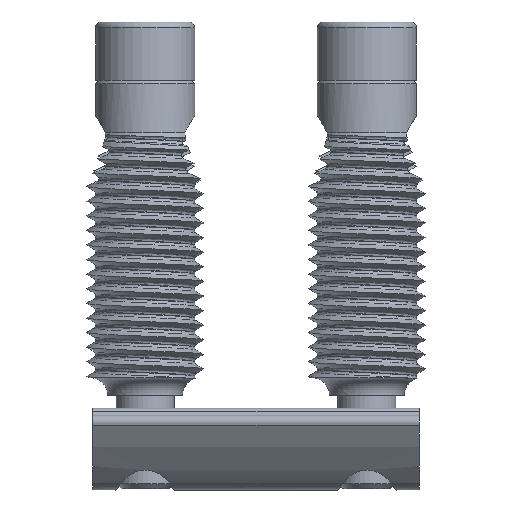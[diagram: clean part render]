
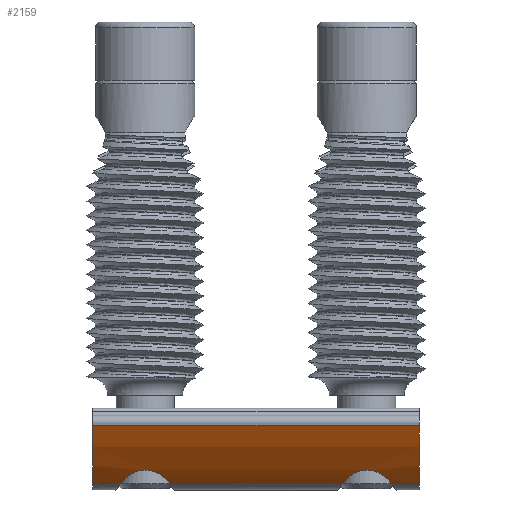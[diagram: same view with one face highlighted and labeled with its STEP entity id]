
A CAD part, left-side view. The second image highlights one B-rep face of the part: STEP entity #2159.
In plain terms, the highlighted cylindrical face has radius 20 mm (diameter 40 mm), a partial arc.
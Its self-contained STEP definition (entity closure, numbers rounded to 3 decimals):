
#192=CIRCLE('',#2293,20.);
#193=CIRCLE('',#2294,20.);
#252=LINE('',#3137,#367);
#253=LINE('',#3162,#368);
#254=LINE('',#3166,#369);
#255=LINE('',#3169,#370);
#367=VECTOR('',#2485,14.814);
#368=VECTOR('',#2486,2.407);
#369=VECTOR('',#2489,28.);
#370=VECTOR('',#2492,2.407);
#500=FACE_OUTER_BOUND('',#630,.T.);
#630=EDGE_LOOP('',(#1438,#1439,#1440,#1441,#1442,#1443,#1444,#1445));
#778=B_SPLINE_CURVE_WITH_KNOTS('',3,(#3069,#3070,#3071,#3072,#3073,#3074,
#3075,#3076,#3077,#3078,#3079,#3080,#3081,#3082,#3083,#3084,#3085,#3086,
#3087,#3088,#3089,#3090),.UNSPECIFIED.,.F.,.F.,(4,2,2,2,2,2,2,2,2,2,4),
(1.505,2.419,2.862,3.305,3.748,
4.191,4.634,5.077,5.52,5.963,
6.877),.UNSPECIFIED.);
#782=B_SPLINE_CURVE_WITH_KNOTS('',3,(#3139,#3140,#3141,#3142,#3143,#3144,
#3145,#3146,#3147,#3148,#3149,#3150,#3151,#3152,#3153,#3154,#3155,#3156,
#3157,#3158,#3159,#3160),.UNSPECIFIED.,.F.,.F.,(4,2,2,2,2,2,2,2,2,2,4),
(1.504,2.418,2.861,3.304,3.747,
4.19,4.633,5.076,5.519,5.962,
6.876),.UNSPECIFIED.);
#882=VERTEX_POINT('',#3057);
#883=VERTEX_POINT('',#3068);
#886=VERTEX_POINT('',#3136);
#887=VERTEX_POINT('',#3138);
#888=VERTEX_POINT('',#3161);
#889=VERTEX_POINT('',#3163);
#890=VERTEX_POINT('',#3165);
#891=VERTEX_POINT('',#3167);
#1100=EDGE_CURVE('',#883,#882,#778,.T.);
#1104=EDGE_CURVE('',#886,#882,#252,.T.);
#1105=EDGE_CURVE('',#886,#887,#782,.T.);
#1106=EDGE_CURVE('',#888,#887,#253,.T.);
#1107=EDGE_CURVE('',#888,#889,#192,.T.);
#1108=EDGE_CURVE('',#889,#890,#254,.T.);
#1109=EDGE_CURVE('',#890,#891,#193,.T.);
#1110=EDGE_CURVE('',#883,#891,#255,.T.);
#1438=ORIENTED_EDGE('',*,*,#1100,.T.);
#1439=ORIENTED_EDGE('',*,*,#1104,.F.);
#1440=ORIENTED_EDGE('',*,*,#1105,.T.);
#1441=ORIENTED_EDGE('',*,*,#1106,.F.);
#1442=ORIENTED_EDGE('',*,*,#1107,.T.);
#1443=ORIENTED_EDGE('',*,*,#1108,.T.);
#1444=ORIENTED_EDGE('',*,*,#1109,.T.);
#1445=ORIENTED_EDGE('',*,*,#1110,.F.);
#2099=CYLINDRICAL_SURFACE('',#2292,20.);
#2159=ADVANCED_FACE('',(#500),#2099,.T.);
#2292=AXIS2_PLACEMENT_3D('',#3135,#2483,#2484);
#2293=AXIS2_PLACEMENT_3D('',#3164,#2487,#2488);
#2294=AXIS2_PLACEMENT_3D('',#3168,#2490,#2491);
#2483=DIRECTION('center_axis',(0.,1.,0.));
#2484=DIRECTION('ref_axis',(-1.,0.,0.));
#2485=DIRECTION('',(0.,1.,0.));
#2486=DIRECTION('',(0.,1.,0.));
#2487=DIRECTION('center_axis',(0.,1.,0.));
#2488=DIRECTION('ref_axis',(-1.,0.,0.));
#2489=DIRECTION('',(0.,1.,0.));
#2490=DIRECTION('center_axis',(0.,-1.,0.));
#2491=DIRECTION('ref_axis',(-1.,0.,0.));
#2492=DIRECTION('',(0.,1.,0.));
#3057=CARTESIAN_POINT('',(-1.367,16.907,-6.46));
#3068=CARTESIAN_POINT('',(-1.367,21.093,-6.46));
#3069=CARTESIAN_POINT('Ctrl Pts',(-1.367,21.093,-6.46));
#3070=CARTESIAN_POINT('Ctrl Pts',(-1.582,20.953,-6.259));
#3071=CARTESIAN_POINT('Ctrl Pts',(-1.775,20.779,-6.068));
#3072=CARTESIAN_POINT('Ctrl Pts',(-2.016,20.484,-5.824));
#3073=CARTESIAN_POINT('Ctrl Pts',(-2.092,20.375,-5.745));
#3074=CARTESIAN_POINT('Ctrl Pts',(-2.23,20.138,-5.601));
#3075=CARTESIAN_POINT('Ctrl Pts',(-2.292,20.008,-5.535));
#3076=CARTESIAN_POINT('Ctrl Pts',(-2.394,19.736,-5.426));
#3077=CARTESIAN_POINT('Ctrl Pts',(-2.434,19.592,-5.382));
#3078=CARTESIAN_POINT('Ctrl Pts',(-2.487,19.298,-5.324));
#3079=CARTESIAN_POINT('Ctrl Pts',(-2.5,19.148,-5.309));
#3080=CARTESIAN_POINT('Ctrl Pts',(-2.5,18.852,-5.309));
#3081=CARTESIAN_POINT('Ctrl Pts',(-2.487,18.702,-5.324));
#3082=CARTESIAN_POINT('Ctrl Pts',(-2.434,18.408,-5.382));
#3083=CARTESIAN_POINT('Ctrl Pts',(-2.394,18.264,-5.426));
#3084=CARTESIAN_POINT('Ctrl Pts',(-2.292,17.992,-5.535));
#3085=CARTESIAN_POINT('Ctrl Pts',(-2.23,17.862,-5.601));
#3086=CARTESIAN_POINT('Ctrl Pts',(-2.092,17.625,-5.745));
#3087=CARTESIAN_POINT('Ctrl Pts',(-2.016,17.516,-5.824));
#3088=CARTESIAN_POINT('Ctrl Pts',(-1.775,17.221,-6.068));
#3089=CARTESIAN_POINT('Ctrl Pts',(-1.582,17.047,-6.259));
#3090=CARTESIAN_POINT('Ctrl Pts',(-1.367,16.907,-6.46));
#3135=CARTESIAN_POINT('Origin',(12.305,-4.5,8.137));
#3136=CARTESIAN_POINT('',(-1.367,2.093,-6.46));
#3137=CARTESIAN_POINT('',(-1.367,-4.5,-6.46));
#3138=CARTESIAN_POINT('',(-1.367,-2.093,-6.46));
#3139=CARTESIAN_POINT('Ctrl Pts',(-1.367,2.093,-6.46));
#3140=CARTESIAN_POINT('Ctrl Pts',(-1.582,1.953,-6.259));
#3141=CARTESIAN_POINT('Ctrl Pts',(-1.776,1.779,-6.068));
#3142=CARTESIAN_POINT('Ctrl Pts',(-2.016,1.483,-5.824));
#3143=CARTESIAN_POINT('Ctrl Pts',(-2.092,1.375,-5.745));
#3144=CARTESIAN_POINT('Ctrl Pts',(-2.231,1.137,-5.601));
#3145=CARTESIAN_POINT('Ctrl Pts',(-2.292,1.008,-5.535));
#3146=CARTESIAN_POINT('Ctrl Pts',(-2.394,0.736,-5.426));
#3147=CARTESIAN_POINT('Ctrl Pts',(-2.434,0.592,-5.382));
#3148=CARTESIAN_POINT('Ctrl Pts',(-2.487,0.298,-5.324));
#3149=CARTESIAN_POINT('Ctrl Pts',(-2.5,0.148,-5.309));
#3150=CARTESIAN_POINT('Ctrl Pts',(-2.5,-0.148,-5.309));
#3151=CARTESIAN_POINT('Ctrl Pts',(-2.487,-0.298,
-5.324));
#3152=CARTESIAN_POINT('Ctrl Pts',(-2.434,-0.592,
-5.382));
#3153=CARTESIAN_POINT('Ctrl Pts',(-2.394,-0.736,
-5.426));
#3154=CARTESIAN_POINT('Ctrl Pts',(-2.292,-1.008,-5.535));
#3155=CARTESIAN_POINT('Ctrl Pts',(-2.231,-1.137,-5.601));
#3156=CARTESIAN_POINT('Ctrl Pts',(-2.092,-1.375,-5.745));
#3157=CARTESIAN_POINT('Ctrl Pts',(-2.016,-1.483,-5.824));
#3158=CARTESIAN_POINT('Ctrl Pts',(-1.776,-1.779,-6.068));
#3159=CARTESIAN_POINT('Ctrl Pts',(-1.582,-1.953,-6.259));
#3160=CARTESIAN_POINT('Ctrl Pts',(-1.367,-2.093,-6.46));
#3161=CARTESIAN_POINT('',(-1.367,-4.5,-6.46));
#3162=CARTESIAN_POINT('',(-1.367,-4.5,-6.46));
#3163=CARTESIAN_POINT('',(-5.226,-4.5,-1.489));
#3164=CARTESIAN_POINT('Origin',(12.305,-4.5,8.137));
#3165=CARTESIAN_POINT('',(-5.226,23.5,-1.489));
#3166=CARTESIAN_POINT('',(-5.226,-4.5,-1.489));
#3167=CARTESIAN_POINT('',(-1.367,23.5,-6.46));
#3168=CARTESIAN_POINT('Origin',(12.305,23.5,8.137));
#3169=CARTESIAN_POINT('',(-1.367,-4.5,-6.46));
